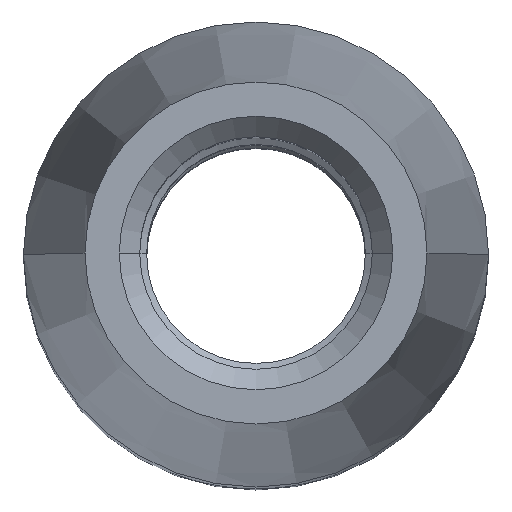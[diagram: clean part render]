
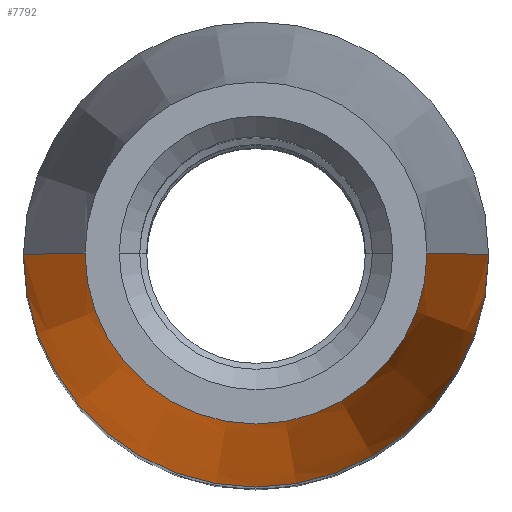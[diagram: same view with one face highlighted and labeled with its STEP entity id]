
A CAD part, top view. The second image highlights one B-rep face of the part: STEP entity #7792.
In plain terms, the highlighted conical face has half-angle 4.022 degrees and reference radius 8.5 mm.
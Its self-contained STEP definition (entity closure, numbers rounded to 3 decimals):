
#757 = AXIS2_PLACEMENT_3D ( 'NONE', #7557, #6723, #8485 ) ;
#813 = DIRECTION ( 'NONE',  ( 0., 0., 1. ) ) ;
#1060 = ORIENTED_EDGE ( 'NONE', *, *, #12153, .F. ) ;
#1266 = LINE ( 'NONE', #10451, #10955 ) ;
#1837 = CONICAL_SURFACE ( 'NONE', #757, 8.5, 0.07 ) ;
#2720 = DIRECTION ( 'NONE',  ( 1., 0., 0. ) ) ;
#3458 = FACE_OUTER_BOUND ( 'NONE', #5299, .T. ) ;
#3544 = AXIS2_PLACEMENT_3D ( 'NONE', #6429, #813, #2720 ) ;
#3893 = DIRECTION ( 'NONE',  ( 0., 0., 1. ) ) ;
#4434 = CARTESIAN_POINT ( 'NONE',  ( -6.25, 0., 62.5 ) ) ;
#4873 = VERTEX_POINT ( 'NONE', #4434 ) ;
#4885 = EDGE_CURVE ( 'NONE', #9337, #7377, #11528, .T. ) ;
#5214 = CARTESIAN_POINT ( 'NONE',  ( 8.5, 0., 30.5 ) ) ;
#5256 = VERTEX_POINT ( 'NONE', #9984 ) ;
#5299 = EDGE_LOOP ( 'NONE', ( #6578, #1060, #10723, #11400 ) ) ;
#6057 = CIRCLE ( 'NONE', #3544, 6.25 ) ;
#6380 = DIRECTION ( 'NONE',  ( 0.07, 0., -0.998 ) ) ;
#6429 = CARTESIAN_POINT ( 'NONE',  ( 0., 0., 62.5 ) ) ;
#6578 = ORIENTED_EDGE ( 'NONE', *, *, #4885, .F. ) ;
#6723 = DIRECTION ( 'NONE',  ( 0., 0., -1. ) ) ;
#6972 = CARTESIAN_POINT ( 'NONE',  ( 6.25, 0., 62.5 ) ) ;
#7377 = VERTEX_POINT ( 'NONE', #5214 ) ;
#7557 = CARTESIAN_POINT ( 'NONE',  ( 0., 0., 30.5 ) ) ;
#7650 = CARTESIAN_POINT ( 'NONE',  ( 0., 0., 30.5 ) ) ;
#7792 = ADVANCED_FACE ( 'NONE', ( #3458 ), #1837, .T. ) ;
#8485 = DIRECTION ( 'NONE',  ( -1., 0., 0. ) ) ;
#8905 = EDGE_CURVE ( 'NONE', #4873, #5256, #1266, .T. ) ;
#9000 = CIRCLE ( 'NONE', #11452, 8.5 ) ;
#9337 = VERTEX_POINT ( 'NONE', #6972 ) ;
#9984 = CARTESIAN_POINT ( 'NONE',  ( -8.5, 0., 30.5 ) ) ;
#10084 = CARTESIAN_POINT ( 'NONE',  ( 8.5, 0., 30.5 ) ) ;
#10414 = DIRECTION ( 'NONE',  ( -0.07, 0., -0.998 ) ) ;
#10451 = CARTESIAN_POINT ( 'NONE',  ( -8.5, 0., 30.5 ) ) ;
#10650 = VECTOR ( 'NONE', #6380, 1000. ) ;
#10723 = ORIENTED_EDGE ( 'NONE', *, *, #8905, .T. ) ;
#10955 = VECTOR ( 'NONE', #10414, 1000. ) ;
#11396 = DIRECTION ( 'NONE',  ( 1., 0., 0. ) ) ;
#11400 = ORIENTED_EDGE ( 'NONE', *, *, #11821, .T. ) ;
#11452 = AXIS2_PLACEMENT_3D ( 'NONE', #7650, #3893, #11396 ) ;
#11528 = LINE ( 'NONE', #10084, #10650 ) ;
#11821 = EDGE_CURVE ( 'NONE', #5256, #7377, #9000, .T. ) ;
#12153 = EDGE_CURVE ( 'NONE', #4873, #9337, #6057, .T. ) ;
